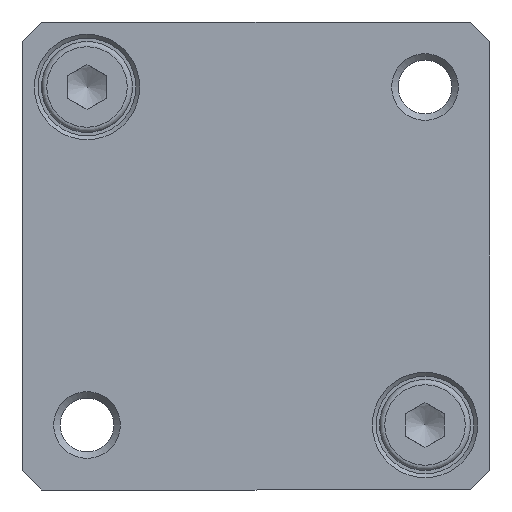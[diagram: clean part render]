
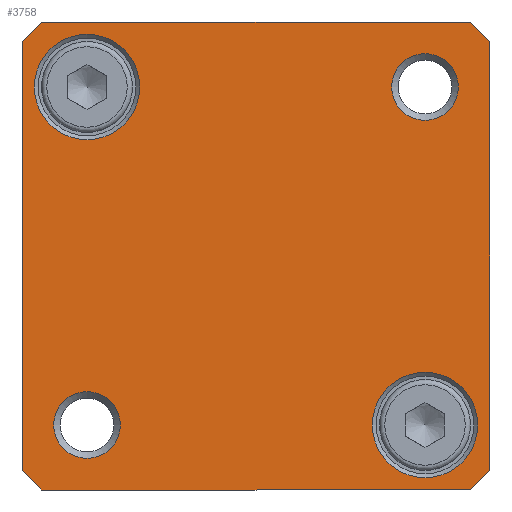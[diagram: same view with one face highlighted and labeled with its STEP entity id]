
A CAD part, front view. The second image highlights one B-rep face of the part: STEP entity #3758.
In plain terms, the highlighted planar face has unit normal (0, -1, 0).
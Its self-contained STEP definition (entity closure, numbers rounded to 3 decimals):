
#3643=CARTESIAN_POINT('',(0.,-6.75,0.0));
#3644=DIRECTION('',(0.0,1.0,0.0));
#3645=DIRECTION('',(0.0,0.0,1.0));
#3646=AXIS2_PLACEMENT_3D('',#3643,#3644,#3645);
#3647=PLANE('',#3646);
#3648=CARTESIAN_POINT('',(-16.5,-6.75,18.));
#3649=VERTEX_POINT('',#3648);
#3650=CARTESIAN_POINT('',(16.5,-6.75,18.0));
#3651=VERTEX_POINT('',#3650);
#3652=CARTESIAN_POINT('',(-16.5,-6.75,18.));
#3653=DIRECTION('',(1.0,0.0,0.0));
#3654=VECTOR('',#3653,33.0);
#3655=LINE('',#3652,#3654);
#3656=EDGE_CURVE('',#3649,#3651,#3655,.T.);
#3657=ORIENTED_EDGE('',*,*,#3656,.F.);
#3658=CARTESIAN_POINT('',(-18.0,-6.75,16.5));
#3659=VERTEX_POINT('',#3658);
#3660=CARTESIAN_POINT('',(-18.0,-6.75,16.5));
#3661=DIRECTION('',(0.707,0.0,0.707));
#3662=VECTOR('',#3661,2.121);
#3663=LINE('',#3660,#3662);
#3664=EDGE_CURVE('',#3659,#3649,#3663,.T.);
#3665=ORIENTED_EDGE('',*,*,#3664,.F.);
#3666=CARTESIAN_POINT('',(-18.0,-6.75,-16.5));
#3667=VERTEX_POINT('',#3666);
#3668=CARTESIAN_POINT('',(-18.0,-6.75,-16.5));
#3669=DIRECTION('',(0.0,0.0,1.0));
#3670=VECTOR('',#3669,33.);
#3671=LINE('',#3668,#3670);
#3672=EDGE_CURVE('',#3667,#3659,#3671,.T.);
#3673=ORIENTED_EDGE('',*,*,#3672,.F.);
#3674=CARTESIAN_POINT('',(-16.5,-6.75,-18.));
#3675=VERTEX_POINT('',#3674);
#3676=CARTESIAN_POINT('',(-16.5,-6.75,-18.));
#3677=DIRECTION('',(-0.707,0.0,0.707));
#3678=VECTOR('',#3677,2.121);
#3679=LINE('',#3676,#3678);
#3680=EDGE_CURVE('',#3675,#3667,#3679,.T.);
#3681=ORIENTED_EDGE('',*,*,#3680,.F.);
#3682=CARTESIAN_POINT('',(16.5,-6.75,-18.0));
#3683=VERTEX_POINT('',#3682);
#3684=CARTESIAN_POINT('',(16.5,-6.75,-18.0));
#3685=DIRECTION('',(-1.0,0.0,0.0));
#3686=VECTOR('',#3685,33.0);
#3687=LINE('',#3684,#3686);
#3688=EDGE_CURVE('',#3683,#3675,#3687,.T.);
#3689=ORIENTED_EDGE('',*,*,#3688,.F.);
#3690=CARTESIAN_POINT('',(18.0,-6.75,-16.5));
#3691=VERTEX_POINT('',#3690);
#3692=CARTESIAN_POINT('',(18.0,-6.75,-16.5));
#3693=DIRECTION('',(-0.707,0.0,-0.707));
#3694=VECTOR('',#3693,2.121);
#3695=LINE('',#3692,#3694);
#3696=EDGE_CURVE('',#3691,#3683,#3695,.T.);
#3697=ORIENTED_EDGE('',*,*,#3696,.F.);
#3698=CARTESIAN_POINT('',(18.0,-6.75,16.5));
#3699=VERTEX_POINT('',#3698);
#3700=CARTESIAN_POINT('',(18.0,-6.75,16.5));
#3701=DIRECTION('',(0.0,0.0,-1.0));
#3702=VECTOR('',#3701,33.0);
#3703=LINE('',#3700,#3702);
#3704=EDGE_CURVE('',#3699,#3691,#3703,.T.);
#3705=ORIENTED_EDGE('',*,*,#3704,.F.);
#3706=CARTESIAN_POINT('',(16.5,-6.75,18.0));
#3707=DIRECTION('',(0.707,0.0,-0.707));
#3708=VECTOR('',#3707,2.121);
#3709=LINE('',#3706,#3708);
#3710=EDGE_CURVE('',#3651,#3699,#3709,.T.);
#3711=ORIENTED_EDGE('',*,*,#3710,.F.);
#3712=EDGE_LOOP('',(#3657,#3665,#3673,#3681,#3689,#3697,#3705,#3711));
#3713=FACE_OUTER_BOUND('',#3712,.T.);
#3714=CARTESIAN_POINT('',(-8.95,-6.75,13.0));
#3715=VERTEX_POINT('',#3714);
#3716=CARTESIAN_POINT('',(-13.0,-6.75,13.0));
#3717=DIRECTION('',(0.0,-1.0,0.0));
#3718=DIRECTION('',(-1.0,0.0,0.0));
#3719=AXIS2_PLACEMENT_3D('',#3716,#3717,#3718);
#3720=CIRCLE('',#3719,4.05);
#3721=EDGE_CURVE('',#3715,#3715,#3720,.T.);
#3722=ORIENTED_EDGE('',*,*,#3721,.F.);
#3723=EDGE_LOOP('',(#3722));
#3724=FACE_BOUND('',#3723,.T.);
#3725=CARTESIAN_POINT('',(15.567,-6.75,13.0));
#3726=VERTEX_POINT('',#3725);
#3727=CARTESIAN_POINT('',(13.0,-6.75,13.0));
#3728=DIRECTION('',(0.0,-1.0,0.0));
#3729=DIRECTION('',(-1.0,0.0,0.0));
#3730=AXIS2_PLACEMENT_3D('',#3727,#3728,#3729);
#3731=CIRCLE('',#3730,2.567);
#3732=EDGE_CURVE('',#3726,#3726,#3731,.T.);
#3733=ORIENTED_EDGE('',*,*,#3732,.F.);
#3734=EDGE_LOOP('',(#3733));
#3735=FACE_BOUND('',#3734,.T.);
#3736=CARTESIAN_POINT('',(-10.433,-6.75,-13.0));
#3737=VERTEX_POINT('',#3736);
#3738=CARTESIAN_POINT('',(-13.0,-6.75,-13.0));
#3739=DIRECTION('',(0.0,-1.0,0.0));
#3740=DIRECTION('',(-1.0,0.0,0.0));
#3741=AXIS2_PLACEMENT_3D('',#3738,#3739,#3740);
#3742=CIRCLE('',#3741,2.567);
#3743=EDGE_CURVE('',#3737,#3737,#3742,.T.);
#3744=ORIENTED_EDGE('',*,*,#3743,.F.);
#3745=EDGE_LOOP('',(#3744));
#3746=FACE_BOUND('',#3745,.T.);
#3747=CARTESIAN_POINT('',(17.05,-6.75,-13.0));
#3748=VERTEX_POINT('',#3747);
#3749=CARTESIAN_POINT('',(13.0,-6.75,-13.0));
#3750=DIRECTION('',(0.0,-1.0,0.0));
#3751=DIRECTION('',(-1.0,0.0,0.0));
#3752=AXIS2_PLACEMENT_3D('',#3749,#3750,#3751);
#3753=CIRCLE('',#3752,4.05);
#3754=EDGE_CURVE('',#3748,#3748,#3753,.T.);
#3755=ORIENTED_EDGE('',*,*,#3754,.F.);
#3756=EDGE_LOOP('',(#3755));
#3757=FACE_BOUND('',#3756,.T.);
#3758=ADVANCED_FACE('',(#3713,#3724,#3735,#3746,#3757),#3647,.F.);
